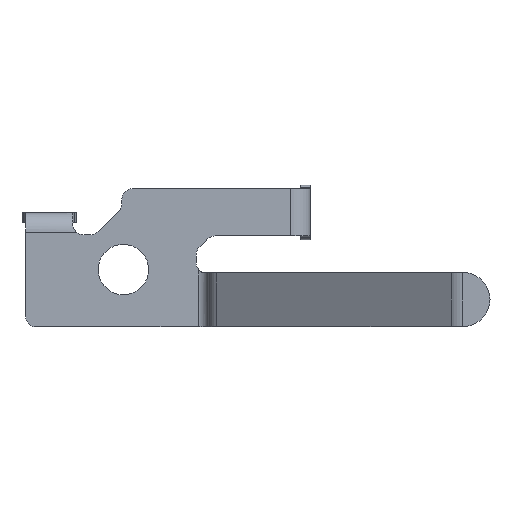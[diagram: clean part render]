
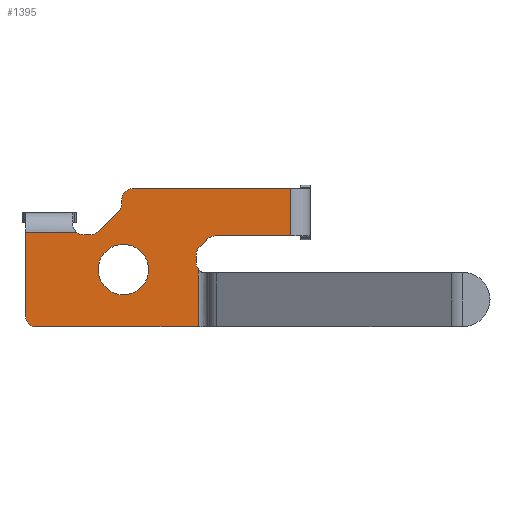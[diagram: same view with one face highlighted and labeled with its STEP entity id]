
A CAD part, top view. The second image highlights one B-rep face of the part: STEP entity #1395.
In plain terms, the highlighted planar face has unit normal (0, 0, 1).
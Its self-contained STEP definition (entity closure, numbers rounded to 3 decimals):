
#15=FACE_BOUND('',#192,.T.);
#39=PLANE('',#1534);
#108=FACE_OUTER_BOUND('',#191,.T.);
#191=EDGE_LOOP('',(#1105,#1106,#1107,#1108,#1109,#1110,#1111,#1112,#1113,
#1114,#1115,#1116,#1117,#1118,#1119,#1120,#1121,#1122,#1123,#1124));
#192=EDGE_LOOP('',(#1125));
#306=LINE('',#2301,#441);
#309=LINE('',#2313,#444);
#314=LINE('',#2331,#449);
#315=LINE('',#2335,#450);
#316=LINE('',#2338,#451);
#317=LINE('',#2340,#452);
#318=LINE('',#2342,#453);
#319=LINE('',#2346,#454);
#320=LINE('',#2347,#455);
#321=LINE('',#2349,#456);
#322=LINE('',#2351,#457);
#323=LINE('',#2352,#458);
#441=VECTOR('',#1815,10.);
#444=VECTOR('',#1826,10.);
#449=VECTOR('',#1845,10.);
#450=VECTOR('',#1848,10.);
#451=VECTOR('',#1851,10.);
#452=VECTOR('',#1852,10.);
#453=VECTOR('',#1853,10.);
#454=VECTOR('',#1856,10.);
#455=VECTOR('',#1857,10.);
#456=VECTOR('',#1858,10.);
#457=VECTOR('',#1859,10.);
#458=VECTOR('',#1860,10.);
#538=CIRCLE('',#1515,0.15);
#543=CIRCLE('',#1522,0.15);
#544=CIRCLE('',#1525,0.15);
#546=CIRCLE('',#1529,0.15);
#549=CIRCLE('',#1533,0.15);
#550=CIRCLE('',#1535,0.15);
#551=CIRCLE('',#1536,0.15);
#552=CIRCLE('',#1537,0.15);
#553=CIRCLE('',#1538,0.375);
#640=VERTEX_POINT('',#2231);
#641=VERTEX_POINT('',#2232);
#647=VERTEX_POINT('',#2267);
#651=VERTEX_POINT('',#2293);
#653=VERTEX_POINT('',#2299);
#654=VERTEX_POINT('',#2303);
#655=VERTEX_POINT('',#2304);
#658=VERTEX_POINT('',#2312);
#662=VERTEX_POINT('',#2324);
#663=VERTEX_POINT('',#2326);
#664=VERTEX_POINT('',#2330);
#665=VERTEX_POINT('',#2332);
#666=VERTEX_POINT('',#2334);
#667=VERTEX_POINT('',#2336);
#668=VERTEX_POINT('',#2339);
#669=VERTEX_POINT('',#2341);
#670=VERTEX_POINT('',#2343);
#671=VERTEX_POINT('',#2345);
#672=VERTEX_POINT('',#2348);
#673=VERTEX_POINT('',#2350);
#674=VERTEX_POINT('',#2353);
#793=EDGE_CURVE('',#640,#641,#538,.F.);
#807=EDGE_CURVE('',#647,#651,#543,.F.);
#810=EDGE_CURVE('',#651,#653,#306,.T.);
#811=EDGE_CURVE('',#654,#655,#544,.T.);
#815=EDGE_CURVE('',#655,#658,#309,.T.);
#818=EDGE_CURVE('',#658,#653,#546,.T.);
#822=EDGE_CURVE('',#662,#663,#549,.T.);
#824=EDGE_CURVE('',#664,#662,#314,.T.);
#825=EDGE_CURVE('',#665,#664,#550,.T.);
#826=EDGE_CURVE('',#666,#665,#315,.T.);
#827=EDGE_CURVE('',#667,#666,#551,.T.);
#828=EDGE_CURVE('',#640,#667,#316,.T.);
#829=EDGE_CURVE('',#641,#668,#317,.T.);
#830=EDGE_CURVE('',#669,#668,#318,.T.);
#831=EDGE_CURVE('',#670,#669,#552,.T.);
#832=EDGE_CURVE('',#670,#671,#319,.T.);
#833=EDGE_CURVE('',#647,#671,#320,.F.);
#834=EDGE_CURVE('',#672,#654,#321,.T.);
#835=EDGE_CURVE('',#672,#673,#322,.T.);
#836=EDGE_CURVE('',#663,#673,#323,.T.);
#837=EDGE_CURVE('',#674,#674,#553,.T.);
#1105=ORIENTED_EDGE('',*,*,#822,.F.);
#1106=ORIENTED_EDGE('',*,*,#824,.F.);
#1107=ORIENTED_EDGE('',*,*,#825,.F.);
#1108=ORIENTED_EDGE('',*,*,#826,.F.);
#1109=ORIENTED_EDGE('',*,*,#827,.F.);
#1110=ORIENTED_EDGE('',*,*,#828,.F.);
#1111=ORIENTED_EDGE('',*,*,#793,.T.);
#1112=ORIENTED_EDGE('',*,*,#829,.T.);
#1113=ORIENTED_EDGE('',*,*,#830,.F.);
#1114=ORIENTED_EDGE('',*,*,#831,.F.);
#1115=ORIENTED_EDGE('',*,*,#832,.T.);
#1116=ORIENTED_EDGE('',*,*,#833,.F.);
#1117=ORIENTED_EDGE('',*,*,#807,.T.);
#1118=ORIENTED_EDGE('',*,*,#810,.T.);
#1119=ORIENTED_EDGE('',*,*,#818,.F.);
#1120=ORIENTED_EDGE('',*,*,#815,.F.);
#1121=ORIENTED_EDGE('',*,*,#811,.F.);
#1122=ORIENTED_EDGE('',*,*,#834,.F.);
#1123=ORIENTED_EDGE('',*,*,#835,.T.);
#1124=ORIENTED_EDGE('',*,*,#836,.F.);
#1125=ORIENTED_EDGE('',*,*,#837,.T.);
#1395=ADVANCED_FACE('',(#108,#15),#39,.T.);
#1515=AXIS2_PLACEMENT_3D('',#2233,#1790,#1791);
#1522=AXIS2_PLACEMENT_3D('',#2295,#1809,#1810);
#1525=AXIS2_PLACEMENT_3D('',#2305,#1818,#1819);
#1529=AXIS2_PLACEMENT_3D('',#2318,#1831,#1832);
#1533=AXIS2_PLACEMENT_3D('',#2327,#1840,#1841);
#1534=AXIS2_PLACEMENT_3D('',#2329,#1843,#1844);
#1535=AXIS2_PLACEMENT_3D('',#2333,#1846,#1847);
#1536=AXIS2_PLACEMENT_3D('',#2337,#1849,#1850);
#1537=AXIS2_PLACEMENT_3D('',#2344,#1854,#1855);
#1538=AXIS2_PLACEMENT_3D('',#2354,#1861,#1862);
#1790=DIRECTION('center_axis',(0.,0.,1.));
#1791=DIRECTION('ref_axis',(-1.,0.,0.));
#1809=DIRECTION('center_axis',(0.,0.,1.));
#1810=DIRECTION('ref_axis',(-1.,0.,0.));
#1815=DIRECTION('',(0.,1.,0.));
#1818=DIRECTION('center_axis',(0.,0.,1.));
#1819=DIRECTION('ref_axis',(-0.383,0.924,0.));
#1826=DIRECTION('',(-0.707,-0.707,0.));
#1831=DIRECTION('center_axis',(0.,0.,1.));
#1832=DIRECTION('ref_axis',(-0.924,0.383,0.));
#1840=DIRECTION('center_axis',(0.,0.,-1.));
#1841=DIRECTION('ref_axis',(-0.707,0.707,0.));
#1843=DIRECTION('center_axis',(0.,0.,1.));
#1844=DIRECTION('ref_axis',(1.,0.,0.));
#1845=DIRECTION('',(0.,1.,0.));
#1846=DIRECTION('center_axis',(0.,0.,1.));
#1847=DIRECTION('ref_axis',(0.924,-0.383,0.));
#1848=DIRECTION('',(0.707,0.707,0.));
#1849=DIRECTION('center_axis',(0.,0.,1.));
#1850=DIRECTION('ref_axis',(0.383,-0.924,0.));
#1851=DIRECTION('',(1.,0.,0.));
#1852=DIRECTION('',(-1.,0.,0.));
#1853=DIRECTION('',(0.,1.,0.));
#1854=DIRECTION('center_axis',(0.,0.,-1.));
#1855=DIRECTION('ref_axis',(-0.707,-0.707,0.));
#1856=DIRECTION('',(1.,0.,0.));
#1857=DIRECTION('',(0.,1.,0.));
#1858=DIRECTION('',(-1.,0.,0.));
#1859=DIRECTION('',(0.,1.,0.));
#1860=DIRECTION('',(1.,0.,0.));
#1861=DIRECTION('center_axis',(0.,0.,-1.));
#1862=DIRECTION('ref_axis',(1.,0.,0.));
#2231=CARTESIAN_POINT('',(0.85,1.37,0.));
#2232=CARTESIAN_POINT('',(0.76,1.4,0.));
#2233=CARTESIAN_POINT('Origin',(0.85,1.52,0.));
#2267=CARTESIAN_POINT('',(2.56,0.86,0.));
#2293=CARTESIAN_POINT('',(2.53,0.95,0.));
#2295=CARTESIAN_POINT('Origin',(2.68,0.95,0.));
#2299=CARTESIAN_POINT('',(2.53,1.068,0.));
#2301=CARTESIAN_POINT('',(2.53,0.8,0.));
#2303=CARTESIAN_POINT('',(2.812,1.35,0.));
#2304=CARTESIAN_POINT('',(2.706,1.306,0.));
#2305=CARTESIAN_POINT('Origin',(2.812,1.2,0.));
#2312=CARTESIAN_POINT('',(2.574,1.174,0.));
#2313=CARTESIAN_POINT('',(2.75,1.35,0.));
#2318=CARTESIAN_POINT('Origin',(2.68,1.068,0.));
#2324=CARTESIAN_POINT('',(1.43,1.9,0.));
#2326=CARTESIAN_POINT('',(1.58,2.05,0.));
#2327=CARTESIAN_POINT('Origin',(1.58,1.9,0.));
#2329=CARTESIAN_POINT('Origin',(2.115,1.025,0.));
#2330=CARTESIAN_POINT('',(1.43,1.832,0.));
#2331=CARTESIAN_POINT('',(1.43,1.77,0.));
#2332=CARTESIAN_POINT('',(1.386,1.726,0.));
#2333=CARTESIAN_POINT('Origin',(1.28,1.832,0.));
#2334=CARTESIAN_POINT('',(1.074,1.414,0.));
#2335=CARTESIAN_POINT('',(1.03,1.37,0.));
#2336=CARTESIAN_POINT('',(0.968,1.37,0.));
#2337=CARTESIAN_POINT('Origin',(0.968,1.52,0.));
#2338=CARTESIAN_POINT('',(0.7,1.37,0.));
#2339=CARTESIAN_POINT('',(0.,1.4,0.));
#2340=CARTESIAN_POINT('',(1.058,1.4,0.));
#2341=CARTESIAN_POINT('',(0.,0.15,0.));
#2342=CARTESIAN_POINT('',(0.,0.,0.));
#2343=CARTESIAN_POINT('',(0.15,0.,0.));
#2344=CARTESIAN_POINT('Origin',(0.15,0.15,0.));
#2345=CARTESIAN_POINT('',(2.56,0.,0.));
#2346=CARTESIAN_POINT('',(0.,0.,0.));
#2347=CARTESIAN_POINT('',(2.56,0.4,0.));
#2348=CARTESIAN_POINT('',(3.93,1.35,0.));
#2349=CARTESIAN_POINT('',(4.53,1.35,0.));
#2350=CARTESIAN_POINT('',(3.93,2.05,0.));
#2351=CARTESIAN_POINT('',(3.93,1.537,0.));
#2352=CARTESIAN_POINT('',(1.43,2.05,0.));
#2353=CARTESIAN_POINT('',(1.075,0.85,0.));
#2354=CARTESIAN_POINT('Origin',(1.45,0.85,0.));
